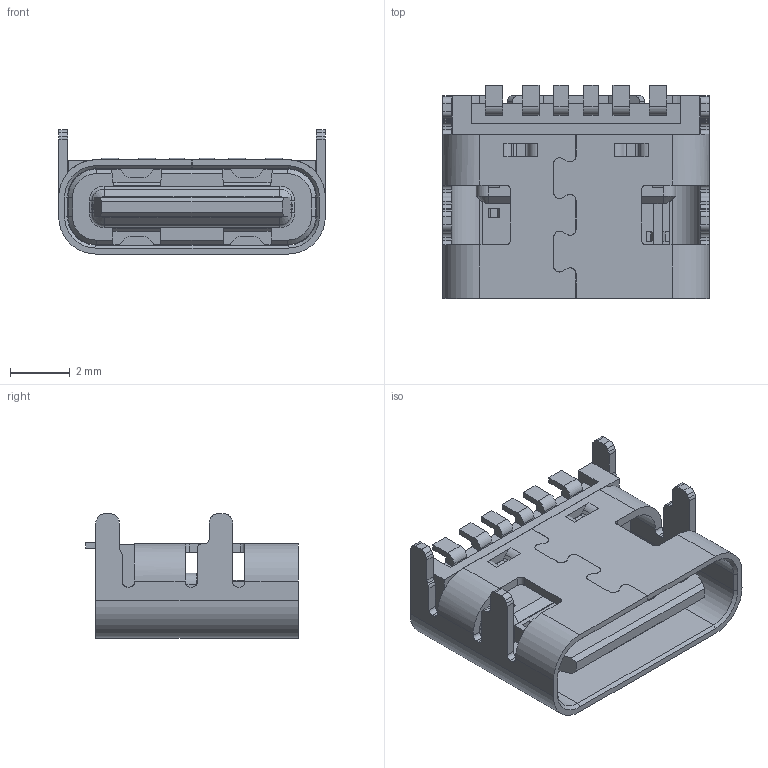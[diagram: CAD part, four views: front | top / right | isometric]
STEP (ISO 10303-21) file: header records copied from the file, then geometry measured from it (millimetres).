
FILE_DESCRIPTION((''),'2;1');
FILE_NAME('PRT0021','2024-07-22T',('admin'),(''),'PRO/ENGINEER BY PARAMETRIC TECHNOLOGY CORPORATION, 2017170','PRO/ENGINEER BY PARAMETRIC TECHNOLOGY CORPORATION, 2017170','');
FILE_SCHEMA(('AUTOMOTIVE_DESIGN { 1 0 10303 214 1 1 1 1 }'));
Length unit declared in the file: millimetre
Products named in the file (1): PRT0021
Bounding box: 8.94 x 7.14 x 4.16 mm (x, y, z)
Volume: 96 mm3; surface area: 458.4 mm2
Topology: 1 solids, 1 shells, 745 faces, 2141 edges, 1415 vertices
Faces by surface type: plane 585, cylinder 142, cone 12, torus 4, extrusion 2
Entity records: 29675 total; most frequent: CARTESIAN_POINT 4500, ORIENTED_EDGE 4282, DIRECTION 3919, EDGE_CURVE 2141, VECTOR 1777, LINE 1775, VERTEX_POINT 1415, AXIS2_PLACEMENT_3D 1071
